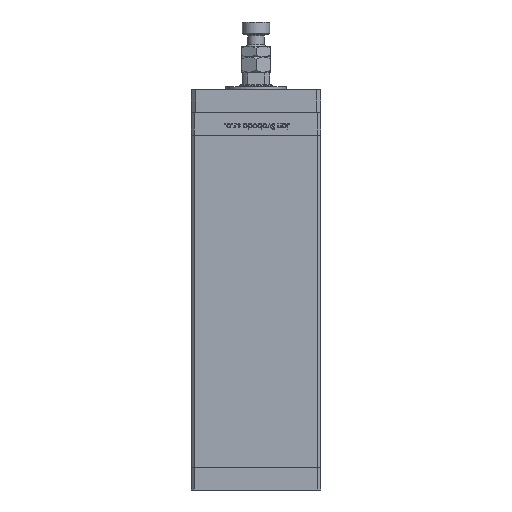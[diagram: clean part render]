
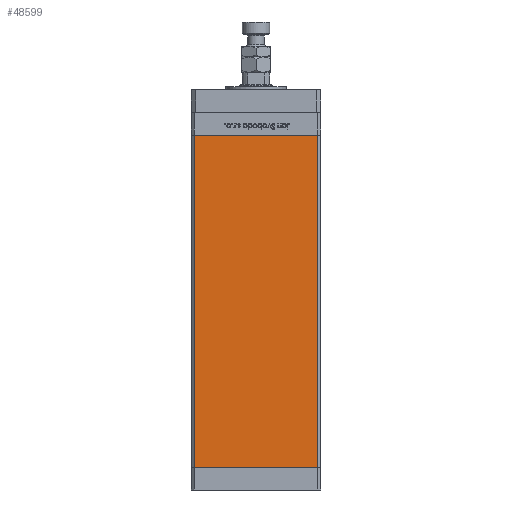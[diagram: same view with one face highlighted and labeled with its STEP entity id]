
A CAD part, front view. The second image highlights one B-rep face of the part: STEP entity #48599.
In plain terms, the highlighted planar face has unit normal (0, -1, 0).
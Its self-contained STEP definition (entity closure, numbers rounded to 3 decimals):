
#395 = EDGE_LOOP ( 'NONE', ( #29784, #50128, #13271, #18295 ) ) ;
#2593 = CARTESIAN_POINT ( 'NONE',  ( -40.5, -37.5, 218.5 ) ) ;
#2877 = VECTOR ( 'NONE', #3141, 1000. ) ;
#3110 = VECTOR ( 'NONE', #54956, 1000. ) ;
#3141 = DIRECTION ( 'NONE',  ( 1., 0., 0. ) ) ;
#3419 = LINE ( 'NONE', #7598, #2877 ) ;
#7144 = CARTESIAN_POINT ( 'NONE',  ( 40.5, -37.5, 0. ) ) ;
#7598 = CARTESIAN_POINT ( 'NONE',  ( -40.5, -37.5, 218.5 ) ) ;
#12246 = VERTEX_POINT ( 'NONE', #46249 ) ;
#12466 = CARTESIAN_POINT ( 'NONE',  ( -40.5, -37.5, 218.5 ) ) ;
#12714 = LINE ( 'NONE', #21105, #27666 ) ;
#13271 = ORIENTED_EDGE ( 'NONE', *, *, #35158, .F. ) ;
#14259 = EDGE_CURVE ( 'NONE', #12246, #28268, #12714, .T. ) ;
#16388 = LINE ( 'NONE', #12466, #3110 ) ;
#18295 = ORIENTED_EDGE ( 'NONE', *, *, #46270, .T. ) ;
#20973 = VECTOR ( 'NONE', #22776, 1000. ) ;
#21105 = CARTESIAN_POINT ( 'NONE',  ( -40.5, -37.5, 0. ) ) ;
#22776 = DIRECTION ( 'NONE',  ( 0., 0., -1. ) ) ;
#23456 = PLANE ( 'NONE',  #29070 ) ;
#27666 = VECTOR ( 'NONE', #50467, 1000. ) ;
#28268 = VERTEX_POINT ( 'NONE', #7144 ) ;
#29070 = AXIS2_PLACEMENT_3D ( 'NONE', #39956, #35223, #44430 ) ;
#29784 = ORIENTED_EDGE ( 'NONE', *, *, #14259, .T. ) ;
#35158 = EDGE_CURVE ( 'NONE', #36128, #46844, #3419, .T. ) ;
#35223 = DIRECTION ( 'NONE',  ( 0., 1., 0. ) ) ;
#35640 = LINE ( 'NONE', #51864, #20973 ) ;
#36128 = VERTEX_POINT ( 'NONE', #2593 ) ;
#39956 = CARTESIAN_POINT ( 'NONE',  ( -40.5, -37.5, 218.5 ) ) ;
#42467 = CARTESIAN_POINT ( 'NONE',  ( 40.5, -37.5, 218.5 ) ) ;
#44430 = DIRECTION ( 'NONE',  ( 0., 0., 1. ) ) ;
#46249 = CARTESIAN_POINT ( 'NONE',  ( -40.5, -37.5, 0. ) ) ;
#46270 = EDGE_CURVE ( 'NONE', #36128, #12246, #16388, .T. ) ;
#46418 = EDGE_CURVE ( 'NONE', #46844, #28268, #35640, .T. ) ;
#46844 = VERTEX_POINT ( 'NONE', #42467 ) ;
#48599 = ADVANCED_FACE ( 'NONE', ( #48630 ), #23456, .F. ) ;
#48630 = FACE_OUTER_BOUND ( 'NONE', #395, .T. ) ;
#50128 = ORIENTED_EDGE ( 'NONE', *, *, #46418, .F. ) ;
#50467 = DIRECTION ( 'NONE',  ( 1., 0., 0. ) ) ;
#51864 = CARTESIAN_POINT ( 'NONE',  ( 40.5, -37.5, 218.5 ) ) ;
#54956 = DIRECTION ( 'NONE',  ( 0., 0., -1. ) ) ;
